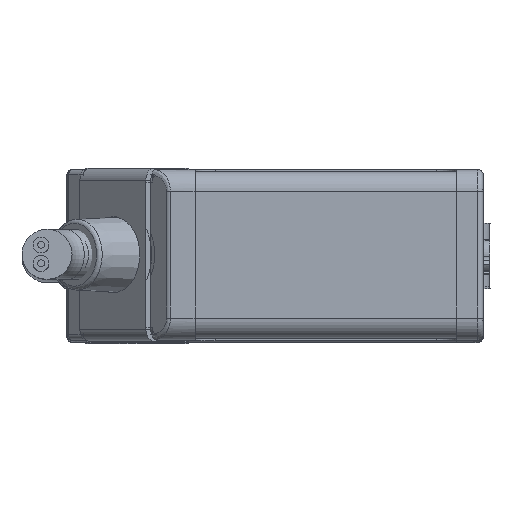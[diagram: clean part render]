
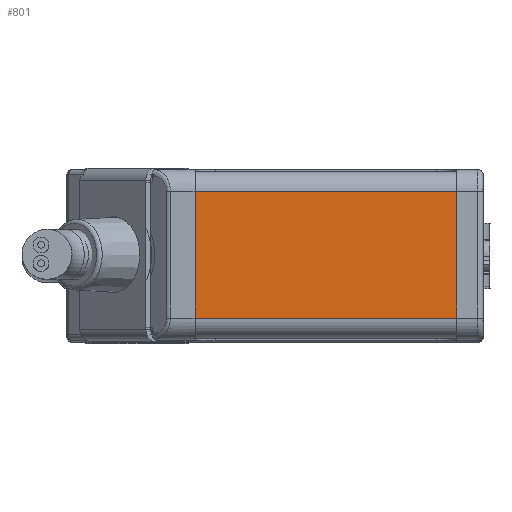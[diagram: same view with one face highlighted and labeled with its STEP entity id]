
A CAD part, top view. The second image highlights one B-rep face of the part: STEP entity #801.
In plain terms, the highlighted planar face has unit normal (0, 0, 1).
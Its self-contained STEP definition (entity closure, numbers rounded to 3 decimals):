
#801 = ADVANCED_FACE( '', ( #1571 ), #1572, .T. );
#1571 = FACE_OUTER_BOUND( '', #2461, .T. );
#1572 = PLANE( '', #2462 );
#2461 = EDGE_LOOP( '', ( #3945, #3946, #3947, #3948 ) );
#2462 = AXIS2_PLACEMENT_3D( '', #3949, #3950, #3951 );
#3945 = ORIENTED_EDGE( '', *, *, #5208, .F. );
#3946 = ORIENTED_EDGE( '', *, *, #5512, .F. );
#3947 = ORIENTED_EDGE( '', *, *, #5513, .T. );
#3948 = ORIENTED_EDGE( '', *, *, #5514, .T. );
#3949 = CARTESIAN_POINT( '', ( -3.4, 4.35, 19.85 ) );
#3950 = DIRECTION( '', ( 0., 0., 1. ) );
#3951 = DIRECTION( '', ( 1., 0., 0. ) );
#5208 = EDGE_CURVE( '', #6214, #6216, #6217, .T. );
#5512 = EDGE_CURVE( '', #6672, #6214, #6673, .T. );
#5513 = EDGE_CURVE( '', #6672, #6674, #6675, .T. );
#5514 = EDGE_CURVE( '', #6674, #6216, #6676, .T. );
#6214 = VERTEX_POINT( '', #7509 );
#6216 = VERTEX_POINT( '', #7511 );
#6217 = LINE( '', #7512, #7513 );
#6672 = VERTEX_POINT( '', #8156 );
#6673 = LINE( '', #8157, #8158 );
#6674 = VERTEX_POINT( '', #8159 );
#6675 = LINE( '', #8160, #8161 );
#6676 = LINE( '', #8162, #8163 );
#7509 = CARTESIAN_POINT( '', ( 13.602, 4.75, 19.85 ) );
#7511 = CARTESIAN_POINT( '', ( 13.602, -4.75, 19.85 ) );
#7512 = CARTESIAN_POINT( '', ( 13.602, 4.25, 19.85 ) );
#7513 = VECTOR( '', #8923, 1000. );
#8156 = CARTESIAN_POINT( '', ( -6., 4.75, 19.85 ) );
#8157 = CARTESIAN_POINT( '', ( -3.4, 4.75, 19.85 ) );
#8158 = VECTOR( '', #9305, 1000. );
#8159 = CARTESIAN_POINT( '', ( -6., -4.75, 19.85 ) );
#8160 = CARTESIAN_POINT( '', ( -6., 4.35, 19.85 ) );
#8161 = VECTOR( '', #9306, 1000. );
#8162 = CARTESIAN_POINT( '', ( -3.4, -4.75, 19.85 ) );
#8163 = VECTOR( '', #9307, 1000. );
#8923 = DIRECTION( '', ( 0., -1., 0. ) );
#9305 = DIRECTION( '', ( 1., 0., 0. ) );
#9306 = DIRECTION( '', ( 0., -1., 0. ) );
#9307 = DIRECTION( '', ( 1., 0., 0. ) );
